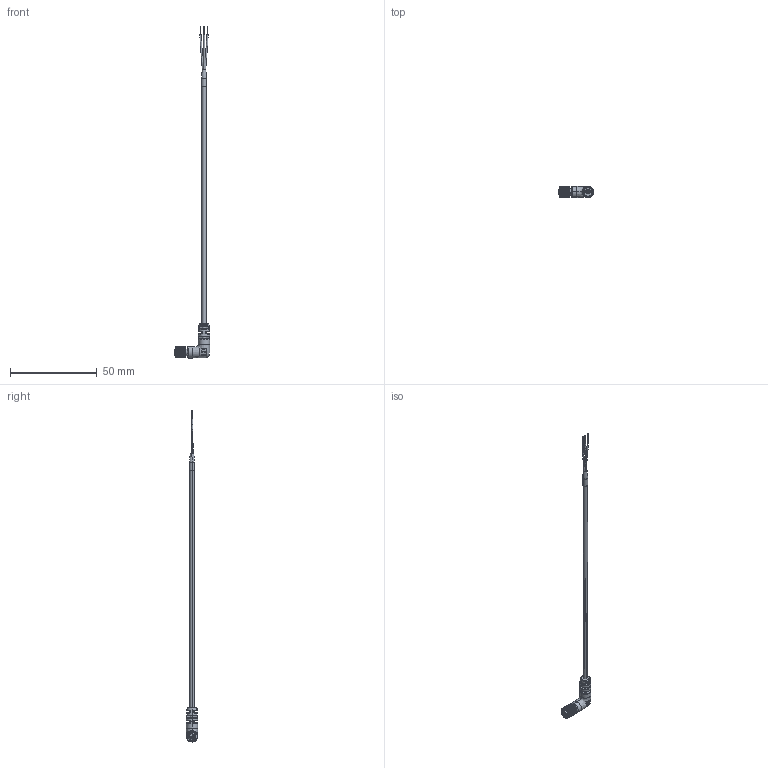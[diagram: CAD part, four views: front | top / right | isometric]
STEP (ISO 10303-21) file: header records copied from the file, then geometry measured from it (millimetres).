
FILE_DESCRIPTION (( 'STEP AP203' ), '1' );
FILE_NAME ('10-03633_revA.STEP', '2020-03-19T16:46:31', ( '' ), ( '' ), 'SwSTEP 2.0', 'SolidWorks 2015', '' );
FILE_SCHEMA (( 'CONFIG_CONTROL_DESIGN' ));
Length unit declared in the file: millimetre
Products named in the file (9): 30-00653_s + t; 10-03633_revA; M5Female_socket; 50-00604; M5F3P; 24-00329; M5_oring_small; M5Female_inline threads
Assembly tree (10 placements, depth 4):
  10-03633_revA
    24-00329
    50-00604
      M5Female_inline threads
      M5_oring_small
      M5F3P
        M5F3P
        M5Female_socket  x3
    30-00653_s + t
Bounding box: 20.33 x 6.5 x 191 mm (x, y, z)
Volume: 1823.4 mm3; surface area: 13440 mm2
Topology: 277 solids, 277 shells, 2802 faces, 5761 edges, 3530 vertices
Faces by surface type: cylinder 1121, bspline 844, plane 694, torus 131, cone 12
Entity records: 88802 total; most frequent: CARTESIAN_POINT 34369, ORIENTED_EDGE 11330, DIRECTION 9576, EDGE_CURVE 5665, AXIS2_PLACEMENT_3D 3980, VERTEX_POINT 3474, EDGE_LOOP 3073, FACE_OUTER_BOUND 2758
